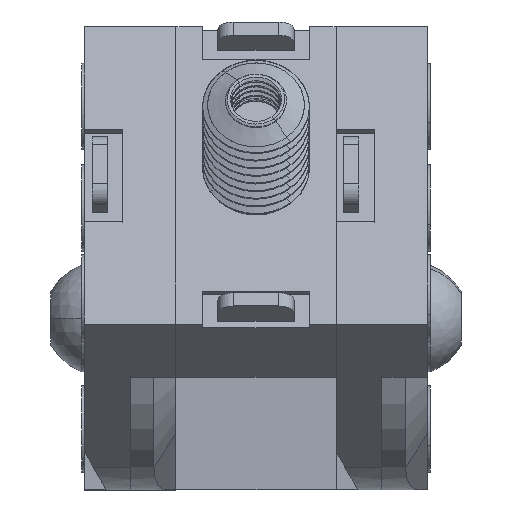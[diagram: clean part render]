
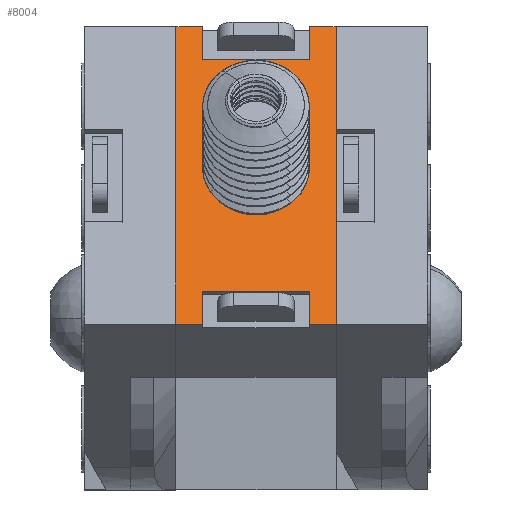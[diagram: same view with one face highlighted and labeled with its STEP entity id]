
A CAD part, front view. The second image highlights one B-rep face of the part: STEP entity #8004.
In plain terms, the highlighted planar face has unit normal (0, -0.866, 0.5).
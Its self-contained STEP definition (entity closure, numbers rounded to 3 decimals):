
#704 = CARTESIAN_POINT ( 'NONE',  ( -9.455, -75.276, 21.764 ) ) ;
#709 = PLANE ( 'NONE',  #16605 ) ;
#714 = DIRECTION ( 'NONE',  ( 0., 0.866, -0.5 ) ) ;
#715 = DIRECTION ( 'NONE',  ( 0., 0.5, 0.866 ) ) ;
#1492 = CARTESIAN_POINT ( 'NONE',  ( -9.455, -52.776, 60.736 ) ) ;
#1506 = CARTESIAN_POINT ( 'NONE',  ( 8.045, -75.276, 21.764 ) ) ;
#1518 = CARTESIAN_POINT ( 'NONE',  ( -5.955, -72.776, 26.095 ) ) ;
#2510 = EDGE_CURVE ( 'NONE', #16004, #5081, #6755, .T. ) ;
#2515 = EDGE_CURVE ( 'NONE', #5081, #15998, #6743, .T. ) ;
#2520 = EDGE_CURVE ( 'NONE', #5097, #15533, #6739, .T. ) ;
#2526 = EDGE_CURVE ( 'NONE', #15521, #5097, #6721, .T. ) ;
#2529 = EDGE_CURVE ( 'NONE', #16006, #15998, #6729, .T. ) ;
#2535 = EDGE_CURVE ( 'NONE', #15671, #16006, #6705, .T. ) ;
#2539 = EDGE_CURVE ( 'NONE', #15671, #15521, #6698, .T. ) ;
#2541 = EDGE_CURVE ( 'NONE', #15533, #15636, #6694, .T. ) ;
#2542 = EDGE_CURVE ( 'NONE', #15636, #15712, #6692, .T. ) ;
#2556 = EDGE_CURVE ( 'NONE', #15870, #15502, #6668, .T. ) ;
#3334 = EDGE_LOOP ( 'NONE', ( #4021, #4033, #4022, #4164, #4268, #4162, #4163, #4160, #4161, #4155, #4156, #4154 ) ) ;
#3540 = EDGE_LOOP ( 'NONE', ( #4020, #4157 ) ) ;
#4020 = ORIENTED_EDGE ( 'NONE', *, *, #6914, .T. ) ;
#4021 = ORIENTED_EDGE ( 'NONE', *, *, #2510, .F. ) ;
#4022 = ORIENTED_EDGE ( 'NONE', *, *, #2556, .T. ) ;
#4033 = ORIENTED_EDGE ( 'NONE', *, *, #6916, .F. ) ;
#4154 = ORIENTED_EDGE ( 'NONE', *, *, #2515, .F. ) ;
#4155 = ORIENTED_EDGE ( 'NONE', *, *, #2535, .T. ) ;
#4156 = ORIENTED_EDGE ( 'NONE', *, *, #2529, .T. ) ;
#4157 = ORIENTED_EDGE ( 'NONE', *, *, #6915, .T. ) ;
#4160 = ORIENTED_EDGE ( 'NONE', *, *, #2526, .F. ) ;
#4161 = ORIENTED_EDGE ( 'NONE', *, *, #2539, .F. ) ;
#4162 = ORIENTED_EDGE ( 'NONE', *, *, #2541, .F. ) ;
#4163 = ORIENTED_EDGE ( 'NONE', *, *, #2520, .F. ) ;
#4164 = ORIENTED_EDGE ( 'NONE', *, *, #6908, .F. ) ;
#4268 = ORIENTED_EDGE ( 'NONE', *, *, #2542, .F. ) ;
#4373 = VECTOR ( 'NONE', #5700, 1000. ) ;
#4375 = LINE ( 'NONE', #5701, #4373 ) ;
#4378 = CIRCLE ( 'NONE', #6484, 4.1 ) ;
#4386 = VECTOR ( 'NONE', #5687, 1000. ) ;
#4389 = CIRCLE ( 'NONE', #6485, 4.1 ) ;
#4405 = LINE ( 'NONE', #5675, #4386 ) ;
#5019 = VERTEX_POINT ( 'NONE', #5423 ) ;
#5081 = VERTEX_POINT ( 'NONE', #5469 ) ;
#5097 = VERTEX_POINT ( 'NONE', #5485 ) ;
#5423 = CARTESIAN_POINT ( 'NONE',  ( 1.045, -66.076, 37.699 ) ) ;
#5469 = CARTESIAN_POINT ( 'NONE',  ( 8.045, -55.276, 56.405 ) ) ;
#5485 = CARTESIAN_POINT ( 'NONE',  ( 8.045, -72.776, 26.095 ) ) ;
#5675 = CARTESIAN_POINT ( 'NONE',  ( -9.455, -75.276, 21.764 ) ) ;
#5687 = DIRECTION ( 'NONE',  ( 0., 0.5, 0.866 ) ) ;
#5700 = DIRECTION ( 'NONE',  ( 0., -0.5, -0.866 ) ) ;
#5701 = CARTESIAN_POINT ( 'NONE',  ( -5.955, -52.776, 60.736 ) ) ;
#5702 = CARTESIAN_POINT ( 'NONE',  ( 1.045, -64.026, 41.25 ) ) ;
#5703 = DIRECTION ( 'NONE',  ( 0., 0.866, -0.5 ) ) ;
#5704 = DIRECTION ( 'NONE',  ( 0., 0.5, 0.866 ) ) ;
#5707 = CARTESIAN_POINT ( 'NONE',  ( 1.045, -64.026, 41.25 ) ) ;
#5708 = DIRECTION ( 'NONE',  ( 0., 0.866, -0.5 ) ) ;
#5709 = DIRECTION ( 'NONE',  ( 0., 0.5, 0.866 ) ) ;
#6484 = AXIS2_PLACEMENT_3D ( 'NONE', #5702, #5703, #5704 ) ;
#6485 = AXIS2_PLACEMENT_3D ( 'NONE', #5707, #5708, #5709 ) ;
#6666 = VECTOR ( 'NONE', #13262, 1000. ) ;
#6668 = LINE ( 'NONE', #13270, #6666 ) ;
#6689 = VECTOR ( 'NONE', #13235, 1000. ) ;
#6691 = VECTOR ( 'NONE', #13222, 1000. ) ;
#6692 = LINE ( 'NONE', #13223, #6689 ) ;
#6694 = LINE ( 'NONE', #13233, #6691 ) ;
#6695 = VECTOR ( 'NONE', #13232, 1000. ) ;
#6698 = LINE ( 'NONE', #13215, #6695 ) ;
#6702 = VECTOR ( 'NONE', #13210, 1000. ) ;
#6705 = LINE ( 'NONE', #13418, #6702 ) ;
#6712 = VECTOR ( 'NONE', #13428, 1000. ) ;
#6718 = VECTOR ( 'NONE', #13234, 1000. ) ;
#6721 = LINE ( 'NONE', #13338, #6718 ) ;
#6729 = LINE ( 'NONE', #13348, #6712 ) ;
#6730 = VECTOR ( 'NONE', #13364, 1000. ) ;
#6739 = LINE ( 'NONE', #13254, #6730 ) ;
#6740 = VECTOR ( 'NONE', #13324, 1000. ) ;
#6743 = LINE ( 'NONE', #13273, #6740 ) ;
#6750 = VECTOR ( 'NONE', #13306, 1000. ) ;
#6755 = LINE ( 'NONE', #13252, #6750 ) ;
#6908 = EDGE_CURVE ( 'NONE', #15712, #15502, #4405, .T. ) ;
#6914 = EDGE_CURVE ( 'NONE', #15842, #5019, #4378, .T. ) ;
#6915 = EDGE_CURVE ( 'NONE', #5019, #15842, #4389, .T. ) ;
#6916 = EDGE_CURVE ( 'NONE', #15870, #16004, #4375, .T. ) ;
#8004 = ADVANCED_FACE ( 'NONE', ( #10448, #10455 ), #709, .F. ) ;
#8099 = CARTESIAN_POINT ( 'NONE',  ( -5.955, -75.276, 21.764 ) ) ;
#8134 = CARTESIAN_POINT ( 'NONE',  ( 11.545, -75.276, 21.764 ) ) ;
#8175 = CARTESIAN_POINT ( 'NONE',  ( -9.455, -75.276, 21.764 ) ) ;
#8305 = CARTESIAN_POINT ( 'NONE',  ( 1.045, -61.976, 44.801 ) ) ;
#8333 = CARTESIAN_POINT ( 'NONE',  ( -5.955, -52.776, 60.736 ) ) ;
#8461 = CARTESIAN_POINT ( 'NONE',  ( 8.045, -52.776, 60.736 ) ) ;
#8467 = CARTESIAN_POINT ( 'NONE',  ( -5.955, -55.276, 56.405 ) ) ;
#8469 = CARTESIAN_POINT ( 'NONE',  ( 11.545, -52.776, 60.736 ) ) ;
#10448 = FACE_BOUND ( 'NONE', #3540, .T. ) ;
#10455 = FACE_OUTER_BOUND ( 'NONE', #3334, .T. ) ;
#13210 = DIRECTION ( 'NONE',  ( 0., 0.5, 0.866 ) ) ;
#13215 = CARTESIAN_POINT ( 'NONE',  ( -9.455, -75.276, 21.764 ) ) ;
#13222 = DIRECTION ( 'NONE',  ( 0., -0.5, -0.866 ) ) ;
#13223 = CARTESIAN_POINT ( 'NONE',  ( -9.455, -75.276, 21.764 ) ) ;
#13232 = DIRECTION ( 'NONE',  ( -1., 0., 0. ) ) ;
#13233 = CARTESIAN_POINT ( 'NONE',  ( -5.955, -75.276, 21.764 ) ) ;
#13234 = DIRECTION ( 'NONE',  ( 0., 0.5, 0.866 ) ) ;
#13235 = DIRECTION ( 'NONE',  ( -1., 0., 0. ) ) ;
#13252 = CARTESIAN_POINT ( 'NONE',  ( -5.955, -55.276, 56.405 ) ) ;
#13254 = CARTESIAN_POINT ( 'NONE',  ( -5.955, -72.776, 26.095 ) ) ;
#13262 = DIRECTION ( 'NONE',  ( -1., 0., 0. ) ) ;
#13270 = CARTESIAN_POINT ( 'NONE',  ( -9.455, -52.776, 60.736 ) ) ;
#13273 = CARTESIAN_POINT ( 'NONE',  ( 8.045, -52.776, 60.736 ) ) ;
#13306 = DIRECTION ( 'NONE',  ( 1., 0., 0. ) ) ;
#13324 = DIRECTION ( 'NONE',  ( 0., 0.5, 0.866 ) ) ;
#13338 = CARTESIAN_POINT ( 'NONE',  ( 8.045, -75.276, 21.764 ) ) ;
#13348 = CARTESIAN_POINT ( 'NONE',  ( -9.455, -52.776, 60.736 ) ) ;
#13364 = DIRECTION ( 'NONE',  ( -1., 0., 0. ) ) ;
#13418 = CARTESIAN_POINT ( 'NONE',  ( 11.545, -75.276, 21.764 ) ) ;
#13428 = DIRECTION ( 'NONE',  ( -1., 0., 0. ) ) ;
#15502 = VERTEX_POINT ( 'NONE', #1492 ) ;
#15521 = VERTEX_POINT ( 'NONE', #1506 ) ;
#15533 = VERTEX_POINT ( 'NONE', #1518 ) ;
#15636 = VERTEX_POINT ( 'NONE', #8099 ) ;
#15671 = VERTEX_POINT ( 'NONE', #8134 ) ;
#15712 = VERTEX_POINT ( 'NONE', #8175 ) ;
#15842 = VERTEX_POINT ( 'NONE', #8305 ) ;
#15870 = VERTEX_POINT ( 'NONE', #8333 ) ;
#15998 = VERTEX_POINT ( 'NONE', #8461 ) ;
#16004 = VERTEX_POINT ( 'NONE', #8467 ) ;
#16006 = VERTEX_POINT ( 'NONE', #8469 ) ;
#16605 = AXIS2_PLACEMENT_3D ( 'NONE', #704, #714, #715 ) ;
